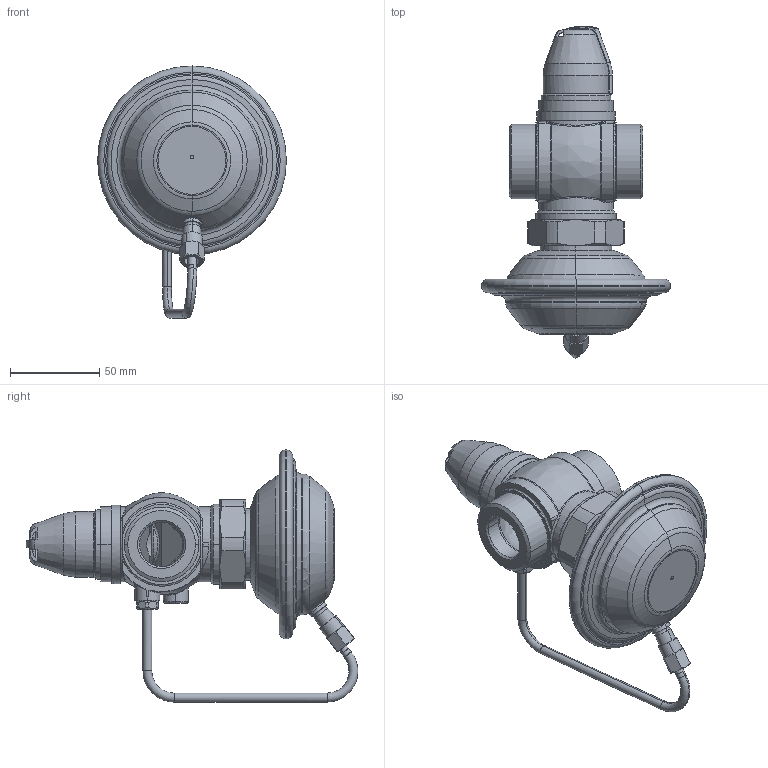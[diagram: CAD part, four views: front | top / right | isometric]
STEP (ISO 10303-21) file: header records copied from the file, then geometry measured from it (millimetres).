
FILE_DESCRIPTION((''),'2;1');
FILE_NAME('003H6715','2015-03-05T',('u317927'),('Danfoss'),'PRO/ENGINEER BY PARAMETRIC TECHNOLOGY CORPORATION, 2014000','PRO/ENGINEER BY PARAMETRIC TECHNOLOGY CORPORATION, 2014000','');
FILE_SCHEMA(('CONFIG_CONTROL_DESIGN'));
Length unit declared in the file: millimetre
Products named in the file (1): 003H6715
Bounding box: 106 x 186.24 x 141.47 mm (x, y, z)
Volume: 204361.7 mm3; surface area: 116128.8 mm2
Topology: 1 solids, 1 shells, 895 faces, 2330 edges, 1467 vertices
Faces by surface type: cylinder 276, plane 216, cone 168, torus 121, bspline 102, sphere 12
Entity records: 33975 total; most frequent: CARTESIAN_POINT 12601, ORIENTED_EDGE 4616, DIRECTION 4424, EDGE_CURVE 2308, AXIS2_PLACEMENT_3D 1868, VERTEX_POINT 1467, CIRCLE 1075, EDGE_LOOP 977
